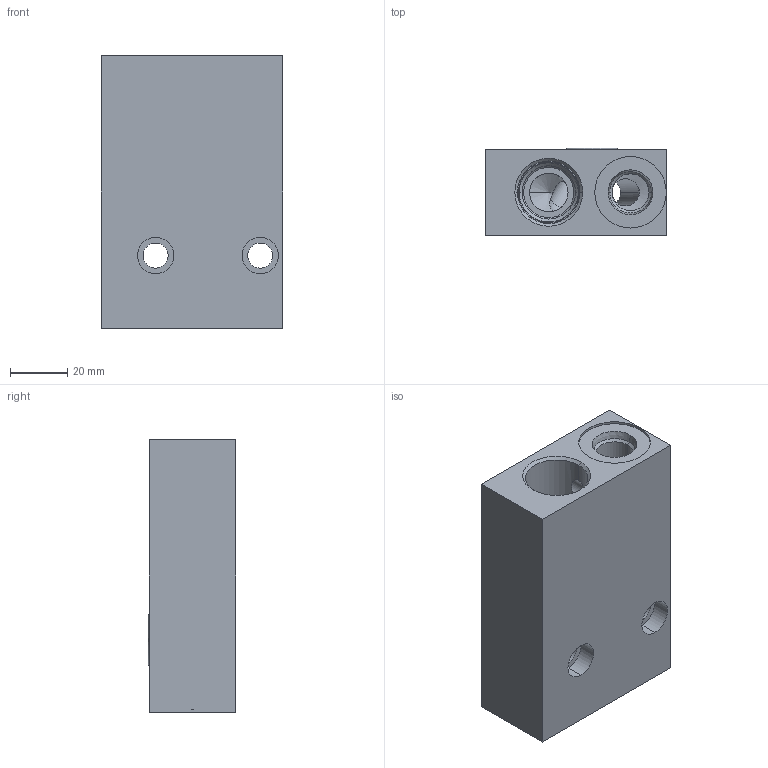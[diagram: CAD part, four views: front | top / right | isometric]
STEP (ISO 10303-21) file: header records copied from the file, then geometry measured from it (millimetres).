
FILE_DESCRIPTION((''),'2;1');
FILE_NAME('ZTC_ASM','2019-08-05T',('ProEService'),(''),'PRO/ENGINEER BY PARAMETRIC TECHNOLOGY CORPORATION, 2014200','PRO/ENGINEER BY PARAMETRIC TECHNOLOGY CORPORATION, 2014200','');
FILE_SCHEMA(('CONFIG_CONTROL_DESIGN'));
Length unit declared in the file: inch
Products named in the file (3): 150-800-002; 500-001-113; ZTC_ASM
Assembly tree (2 placements, depth 2):
  ZTC_ASM
    150-800-002
    500-001-113
Bounding box: 63.5 x 30.63 x 95.25 mm (x, y, z)
Volume: 143344.1 mm3; surface area: 33419.8 mm2
Topology: 2 solids, 2 shells, 106 faces, 476 edges, 465 vertices
Faces by surface type: cylinder 46, cone 33, plane 16, sphere 5, revolution 4, torus 2
Entity records: 6024 total; most frequent: CARTESIAN_POINT 2339, DIRECTION 745, ORIENTED_EDGE 522, VECTOR 297, LINE 297, EDGE_CURVE 261, AXIS2_PLACEMENT_3D 222, TRIMMED_CURVE 211
